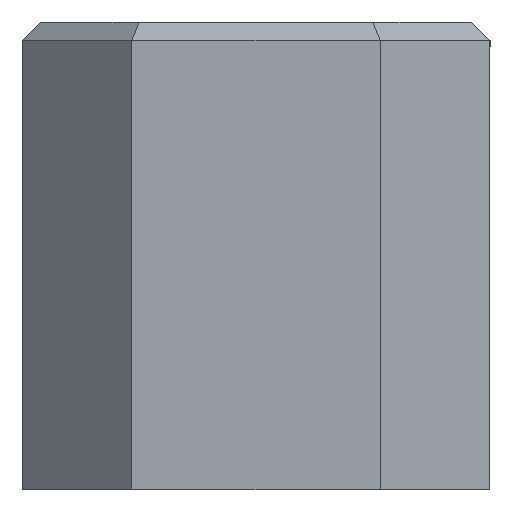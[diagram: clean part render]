
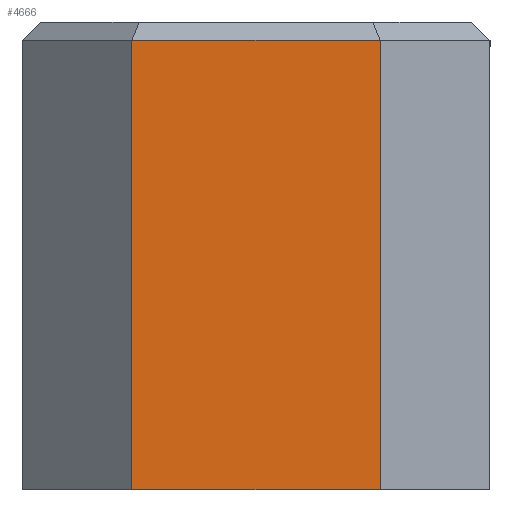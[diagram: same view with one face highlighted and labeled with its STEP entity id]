
A CAD part, left-side view. The second image highlights one B-rep face of the part: STEP entity #4666.
In plain terms, the highlighted planar face has unit normal (-1, 0, 0).
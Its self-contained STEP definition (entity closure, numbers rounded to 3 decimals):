
#4259=CARTESIAN_POINT('',(-39.0,17.,0.0));
#4260=VERTEX_POINT('',#4259);
#4291=CARTESIAN_POINT('',(-39.0,-17.,0.0));
#4292=VERTEX_POINT('',#4291);
#4299=CARTESIAN_POINT('',(-39.0,-17.,0.0));
#4300=DIRECTION('',(0.0,1.0,0.0));
#4301=VECTOR('',#4300,34.);
#4302=LINE('',#4299,#4301);
#4303=EDGE_CURVE('',#4292,#4260,#4302,.T.);
#4561=CARTESIAN_POINT('',(-39.0,-17.,61.5));
#4562=VERTEX_POINT('',#4561);
#4571=CARTESIAN_POINT('',(-39.0,-17.,61.5));
#4572=DIRECTION('',(0.0,0.0,-1.0));
#4573=VECTOR('',#4572,61.5);
#4574=LINE('',#4571,#4573);
#4575=EDGE_CURVE('',#4562,#4292,#4574,.T.);
#4631=CARTESIAN_POINT('',(-39.0,17.,61.5));
#4632=VERTEX_POINT('',#4631);
#4641=CARTESIAN_POINT('',(-39.0,17.,0.0));
#4642=DIRECTION('',(0.0,0.0,1.0));
#4643=VECTOR('',#4642,61.5);
#4644=LINE('',#4641,#4643);
#4645=EDGE_CURVE('',#4260,#4632,#4644,.T.);
#4650=CARTESIAN_POINT('',(-39.0,16.,32.));
#4651=DIRECTION('',(1.0,0.0,0.0));
#4652=DIRECTION('',(0.0,0.0,-1.0));
#4653=AXIS2_PLACEMENT_3D('',#4650,#4651,#4652);
#4654=PLANE('',#4653);
#4655=CARTESIAN_POINT('',(-39.0,17.,61.5));
#4656=DIRECTION('',(0.0,-1.0,0.0));
#4657=VECTOR('',#4656,34.);
#4658=LINE('',#4655,#4657);
#4659=EDGE_CURVE('',#4632,#4562,#4658,.T.);
#4660=ORIENTED_EDGE('',*,*,#4659,.F.);
#4661=ORIENTED_EDGE('',*,*,#4645,.F.);
#4662=ORIENTED_EDGE('',*,*,#4303,.F.);
#4663=ORIENTED_EDGE('',*,*,#4575,.F.);
#4664=EDGE_LOOP('',(#4660,#4661,#4662,#4663));
#4665=FACE_OUTER_BOUND('',#4664,.T.);
#4666=ADVANCED_FACE('',(#4665),#4654,.F.);
